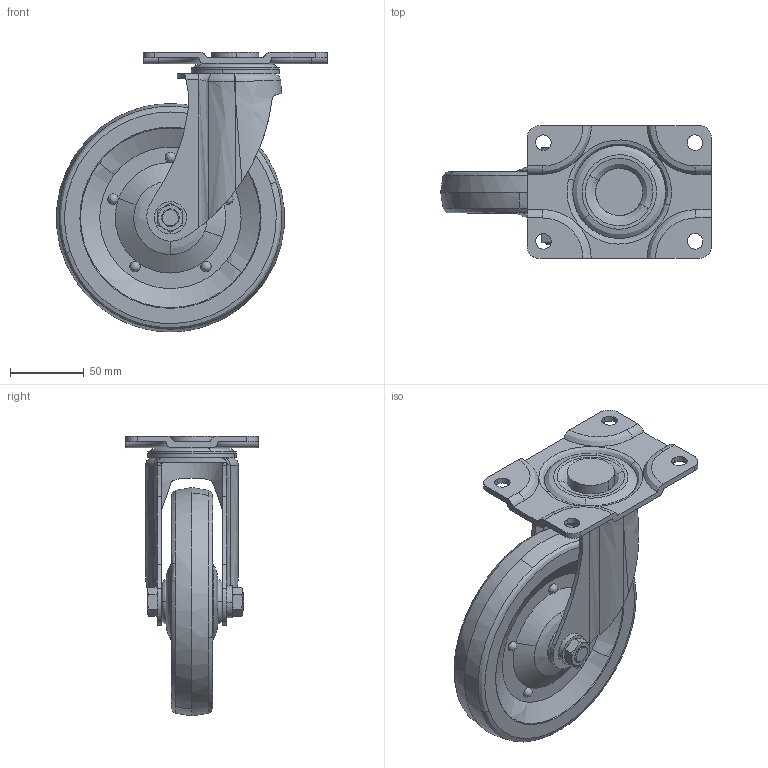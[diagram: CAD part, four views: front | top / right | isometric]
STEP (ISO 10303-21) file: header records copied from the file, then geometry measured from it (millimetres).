
FILE_DESCRIPTION((''),'2;1');
FILE_NAME('','2009-03-19T14:34:53',(''),(''),'','CADfix','');
FILE_SCHEMA(('AUTOMOTIVE_DESIGN { 1 0 10303 214 1 1 1 1 }'));
Length unit declared in the file: millimetre
Bounding box: 183.73 x 90 x 190 mm (x, y, z)
Volume: 560577.1 mm3; surface area: 118404.9 mm2
Topology: 5 solids, 5 shells, 269 faces, 810 edges, 556 vertices
Faces by surface type: bspline 269
Entity records: 12019 total; most frequent: CARTESIAN_POINT 7718, ORIENTED_EDGE 1580, EDGE_CURVE 790, VERTEX_POINT 548, EDGE_LOOP 304, FACE_OUTER_BOUND 269, ADVANCED_FACE 269, QUASI_UNIFORM_CURVE 194
